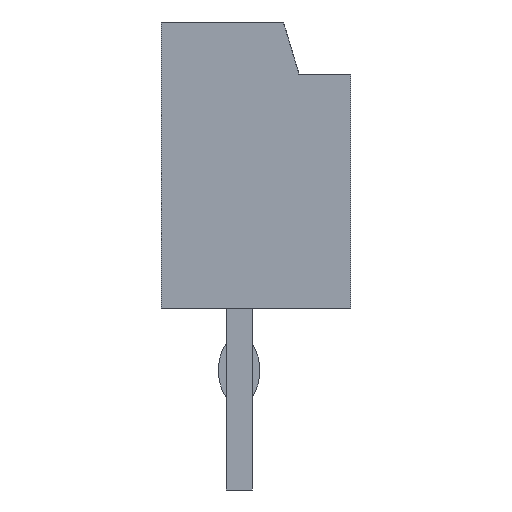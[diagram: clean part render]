
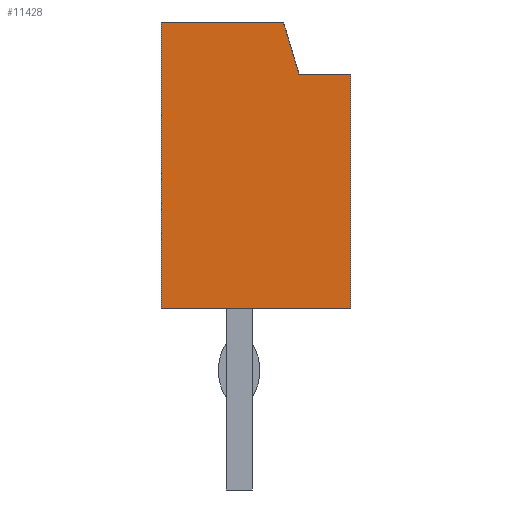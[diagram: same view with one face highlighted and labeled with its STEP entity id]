
A CAD part, left-side view. The second image highlights one B-rep face of the part: STEP entity #11428.
In plain terms, the highlighted planar face has unit normal (-1, 0, 0).
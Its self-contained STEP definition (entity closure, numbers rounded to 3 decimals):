
#32 = PLANE('',#33);
#33 = AXIS2_PLACEMENT_3D('',#34,#35,#36);
#34 = CARTESIAN_POINT('',(4.,1.5,2.75));
#35 = DIRECTION('',(0.,-1.,0.));
#36 = DIRECTION('',(1.,0.,0.));
#668 = VERTEX_POINT('',#669);
#669 = CARTESIAN_POINT('',(-2.,1.5,5.5));
#683 = PLANE('',#684);
#684 = AXIS2_PLACEMENT_3D('',#685,#686,#687);
#685 = CARTESIAN_POINT('',(10.,1.5,5.5));
#686 = DIRECTION('',(0.,0.,1.));
#687 = DIRECTION('',(-1.,0.,0.));
#695 = EDGE_CURVE('',#668,#696,#698,.T.);
#696 = VERTEX_POINT('',#697);
#697 = CARTESIAN_POINT('',(-2.,1.5,0.));
#698 = SURFACE_CURVE('',#699,(#703,#710),.PCURVE_S1.);
#699 = LINE('',#700,#701);
#700 = CARTESIAN_POINT('',(-2.,1.5,5.5));
#701 = VECTOR('',#702,1.);
#702 = DIRECTION('',(0.,0.,-1.));
#703 = PCURVE('',#32,#704);
#704 = DEFINITIONAL_REPRESENTATION('',(#705),#709);
#705 = LINE('',#706,#707);
#706 = CARTESIAN_POINT('',(-6.,2.75));
#707 = VECTOR('',#708,1.);
#708 = DIRECTION('',(0.,-1.));
#709 = ( GEOMETRIC_REPRESENTATION_CONTEXT(2) 
PARAMETRIC_REPRESENTATION_CONTEXT() REPRESENTATION_CONTEXT('2D SPACE',''
  ) );
#710 = PCURVE('',#711,#716);
#711 = PLANE('',#712);
#712 = AXIS2_PLACEMENT_3D('',#713,#714,#715);
#713 = CARTESIAN_POINT('',(-2.,1.5,5.5));
#714 = DIRECTION('',(-1.,0.,0.));
#715 = DIRECTION('',(0.,0.,-1.));
#716 = DEFINITIONAL_REPRESENTATION('',(#717),#721);
#717 = LINE('',#718,#719);
#718 = CARTESIAN_POINT('',(0.,0.));
#719 = VECTOR('',#720,1.);
#720 = DIRECTION('',(1.,0.));
#721 = ( GEOMETRIC_REPRESENTATION_CONTEXT(2) 
PARAMETRIC_REPRESENTATION_CONTEXT() REPRESENTATION_CONTEXT('2D SPACE',''
  ) );
#739 = PLANE('',#740);
#740 = AXIS2_PLACEMENT_3D('',#741,#742,#743);
#741 = CARTESIAN_POINT('',(-2.,1.5,0.));
#742 = DIRECTION('',(0.,0.,-1.));
#743 = DIRECTION('',(1.,0.,0.));
#996 = PLANE('',#997);
#997 = AXIS2_PLACEMENT_3D('',#998,#999,#1000);
#998 = CARTESIAN_POINT('',(4.,-2.15,2.75));
#999 = DIRECTION('',(0.,-1.,0.));
#1000 = DIRECTION('',(1.,0.,0.));
#2651 = PLANE('',#2652);
#2652 = AXIS2_PLACEMENT_3D('',#2653,#2654,#2655);
#2653 = CARTESIAN_POINT('',(10.,-2.15,4.5));
#2654 = DIRECTION('',(0.,0.,-1.));
#2655 = DIRECTION('',(0.,1.,0.));
#2679 = PLANE('',#2680);
#2680 = AXIS2_PLACEMENT_3D('',#2681,#2682,#2683);
#2681 = CARTESIAN_POINT('',(10.,-1.15,4.5));
#2682 = DIRECTION('',(0.,0.958,-0.287));
#2683 = DIRECTION('',(0.,0.287,0.958));
#2850 = VERTEX_POINT('',#2851);
#2851 = CARTESIAN_POINT('',(-2.,-0.85,5.5));
#2872 = EDGE_CURVE('',#668,#2850,#2873,.T.);
#2873 = SURFACE_CURVE('',#2874,(#2878,#2885),.PCURVE_S1.);
#2874 = LINE('',#2875,#2876);
#2875 = CARTESIAN_POINT('',(-2.,1.5,5.5));
#2876 = VECTOR('',#2877,1.);
#2877 = DIRECTION('',(0.,-1.,0.));
#2878 = PCURVE('',#683,#2879);
#2879 = DEFINITIONAL_REPRESENTATION('',(#2880),#2884);
#2880 = LINE('',#2881,#2882);
#2881 = CARTESIAN_POINT('',(12.,0.));
#2882 = VECTOR('',#2883,1.);
#2883 = DIRECTION('',(0.,1.));
#2884 = ( GEOMETRIC_REPRESENTATION_CONTEXT(2) 
PARAMETRIC_REPRESENTATION_CONTEXT() REPRESENTATION_CONTEXT('2D SPACE',''
  ) );
#2885 = PCURVE('',#711,#2886);
#2886 = DEFINITIONAL_REPRESENTATION('',(#2887),#2891);
#2887 = LINE('',#2888,#2889);
#2888 = CARTESIAN_POINT('',(0.,0.));
#2889 = VECTOR('',#2890,1.);
#2890 = DIRECTION('',(0.,1.));
#2891 = ( GEOMETRIC_REPRESENTATION_CONTEXT(2) 
PARAMETRIC_REPRESENTATION_CONTEXT() REPRESENTATION_CONTEXT('2D SPACE',''
  ) );
#3405 = VERTEX_POINT('',#3406);
#3406 = CARTESIAN_POINT('',(-2.,-1.15,4.5));
#3427 = EDGE_CURVE('',#3405,#2850,#3428,.T.);
#3428 = SURFACE_CURVE('',#3429,(#3433,#3440),.PCURVE_S1.);
#3429 = LINE('',#3430,#3431);
#3430 = CARTESIAN_POINT('',(-2.,-1.15,4.5));
#3431 = VECTOR('',#3432,1.);
#3432 = DIRECTION('',(0.,0.287,0.958));
#3433 = PCURVE('',#2679,#3434);
#3434 = DEFINITIONAL_REPRESENTATION('',(#3435),#3439);
#3435 = LINE('',#3436,#3437);
#3436 = CARTESIAN_POINT('',(0.,-12.));
#3437 = VECTOR('',#3438,1.);
#3438 = DIRECTION('',(1.,0.));
#3439 = ( GEOMETRIC_REPRESENTATION_CONTEXT(2) 
PARAMETRIC_REPRESENTATION_CONTEXT() REPRESENTATION_CONTEXT('2D SPACE',''
  ) );
#3440 = PCURVE('',#711,#3441);
#3441 = DEFINITIONAL_REPRESENTATION('',(#3442),#3446);
#3442 = LINE('',#3443,#3444);
#3443 = CARTESIAN_POINT('',(1.,2.65));
#3444 = VECTOR('',#3445,1.);
#3445 = DIRECTION('',(-0.958,-0.287));
#3446 = ( GEOMETRIC_REPRESENTATION_CONTEXT(2) 
PARAMETRIC_REPRESENTATION_CONTEXT() REPRESENTATION_CONTEXT('2D SPACE',''
  ) );
#3552 = VERTEX_POINT('',#3553);
#3553 = CARTESIAN_POINT('',(-2.,-2.15,4.5));
#3574 = EDGE_CURVE('',#3552,#3405,#3575,.T.);
#3575 = SURFACE_CURVE('',#3576,(#3580,#3587),.PCURVE_S1.);
#3576 = LINE('',#3577,#3578);
#3577 = CARTESIAN_POINT('',(-2.,-2.15,4.5));
#3578 = VECTOR('',#3579,1.);
#3579 = DIRECTION('',(0.,1.,0.));
#3580 = PCURVE('',#2651,#3581);
#3581 = DEFINITIONAL_REPRESENTATION('',(#3582),#3586);
#3582 = LINE('',#3583,#3584);
#3583 = CARTESIAN_POINT('',(0.,-12.));
#3584 = VECTOR('',#3585,1.);
#3585 = DIRECTION('',(1.,0.));
#3586 = ( GEOMETRIC_REPRESENTATION_CONTEXT(2) 
PARAMETRIC_REPRESENTATION_CONTEXT() REPRESENTATION_CONTEXT('2D SPACE',''
  ) );
#3587 = PCURVE('',#711,#3588);
#3588 = DEFINITIONAL_REPRESENTATION('',(#3589),#3593);
#3589 = LINE('',#3590,#3591);
#3590 = CARTESIAN_POINT('',(1.,3.65));
#3591 = VECTOR('',#3592,1.);
#3592 = DIRECTION('',(0.,-1.));
#3593 = ( GEOMETRIC_REPRESENTATION_CONTEXT(2) 
PARAMETRIC_REPRESENTATION_CONTEXT() REPRESENTATION_CONTEXT('2D SPACE',''
  ) );
#3748 = VERTEX_POINT('',#3749);
#3749 = CARTESIAN_POINT('',(-2.,-2.15,0.));
#3770 = EDGE_CURVE('',#3552,#3748,#3771,.T.);
#3771 = SURFACE_CURVE('',#3772,(#3776,#3783),.PCURVE_S1.);
#3772 = LINE('',#3773,#3774);
#3773 = CARTESIAN_POINT('',(-2.,-2.15,4.5));
#3774 = VECTOR('',#3775,1.);
#3775 = DIRECTION('',(0.,0.,-1.));
#3776 = PCURVE('',#996,#3777);
#3777 = DEFINITIONAL_REPRESENTATION('',(#3778),#3782);
#3778 = LINE('',#3779,#3780);
#3779 = CARTESIAN_POINT('',(-6.,1.75));
#3780 = VECTOR('',#3781,1.);
#3781 = DIRECTION('',(0.,-1.));
#3782 = ( GEOMETRIC_REPRESENTATION_CONTEXT(2) 
PARAMETRIC_REPRESENTATION_CONTEXT() REPRESENTATION_CONTEXT('2D SPACE',''
  ) );
#3783 = PCURVE('',#711,#3784);
#3784 = DEFINITIONAL_REPRESENTATION('',(#3785),#3789);
#3785 = LINE('',#3786,#3787);
#3786 = CARTESIAN_POINT('',(1.,3.65));
#3787 = VECTOR('',#3788,1.);
#3788 = DIRECTION('',(1.,0.));
#3789 = ( GEOMETRIC_REPRESENTATION_CONTEXT(2) 
PARAMETRIC_REPRESENTATION_CONTEXT() REPRESENTATION_CONTEXT('2D SPACE',''
  ) );
#4902 = EDGE_CURVE('',#696,#3748,#4903,.T.);
#4903 = SURFACE_CURVE('',#4904,(#4908,#4915),.PCURVE_S1.);
#4904 = LINE('',#4905,#4906);
#4905 = CARTESIAN_POINT('',(-2.,1.5,0.));
#4906 = VECTOR('',#4907,1.);
#4907 = DIRECTION('',(0.,-1.,0.));
#4908 = PCURVE('',#739,#4909);
#4909 = DEFINITIONAL_REPRESENTATION('',(#4910),#4914);
#4910 = LINE('',#4911,#4912);
#4911 = CARTESIAN_POINT('',(0.,0.));
#4912 = VECTOR('',#4913,1.);
#4913 = DIRECTION('',(0.,1.));
#4914 = ( GEOMETRIC_REPRESENTATION_CONTEXT(2) 
PARAMETRIC_REPRESENTATION_CONTEXT() REPRESENTATION_CONTEXT('2D SPACE',''
  ) );
#4915 = PCURVE('',#711,#4916);
#4916 = DEFINITIONAL_REPRESENTATION('',(#4917),#4921);
#4917 = LINE('',#4918,#4919);
#4918 = CARTESIAN_POINT('',(5.5,0.));
#4919 = VECTOR('',#4920,1.);
#4920 = DIRECTION('',(0.,1.));
#4921 = ( GEOMETRIC_REPRESENTATION_CONTEXT(2) 
PARAMETRIC_REPRESENTATION_CONTEXT() REPRESENTATION_CONTEXT('2D SPACE',''
  ) );
#11428 = ADVANCED_FACE('',(#11429),#711,.T.);
#11429 = FACE_BOUND('',#11430,.F.);
#11430 = EDGE_LOOP('',(#11431,#11432,#11433,#11434,#11435,#11436));
#11431 = ORIENTED_EDGE('',*,*,#3574,.F.);
#11432 = ORIENTED_EDGE('',*,*,#3770,.T.);
#11433 = ORIENTED_EDGE('',*,*,#4902,.F.);
#11434 = ORIENTED_EDGE('',*,*,#695,.F.);
#11435 = ORIENTED_EDGE('',*,*,#2872,.T.);
#11436 = ORIENTED_EDGE('',*,*,#3427,.F.);
